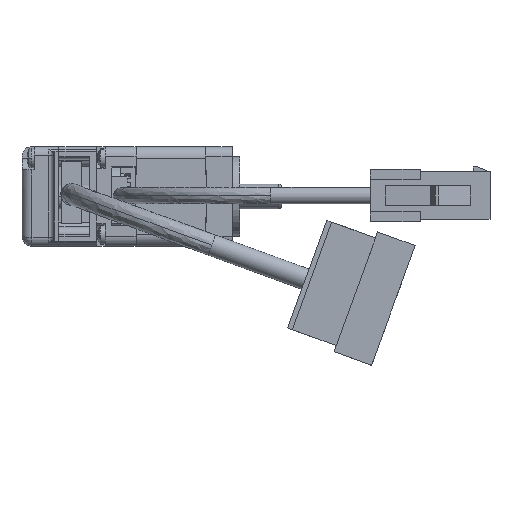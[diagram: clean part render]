
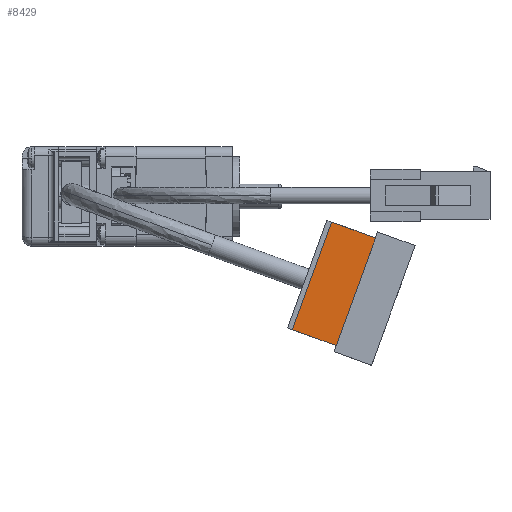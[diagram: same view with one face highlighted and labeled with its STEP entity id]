
A CAD part, top view. The second image highlights one B-rep face of the part: STEP entity #8429.
In plain terms, the highlighted face is planar.
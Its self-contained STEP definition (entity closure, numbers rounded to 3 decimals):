
#782 = DIRECTION ( 'NONE',  ( 0., 0., 1. ) ) ;
#2743 = ORIENTED_EDGE ( 'NONE', *, *, #24940, .F. ) ;
#8429 = ADVANCED_FACE ( 'NONE', ( #20077 ), #51256, .T. ) ;
#11066 = CARTESIAN_POINT ( 'NONE',  ( -31.586, 77.132, -34.282 ) ) ;
#11604 = VECTOR ( 'NONE', #27701, 1000. ) ;
#12023 = LINE ( 'NONE', #25860, #13454 ) ;
#12126 = DIRECTION ( 'NONE',  ( 0.342, 0., -0.94 ) ) ;
#13454 = VECTOR ( 'NONE', #58033, 1000. ) ;
#13841 = CARTESIAN_POINT ( 'NONE',  ( -9.974, 77.132, -26.415 ) ) ;
#14544 = DIRECTION ( 'NONE',  ( 0.94, 0., 0.342 ) ) ;
#15981 = ORIENTED_EDGE ( 'NONE', *, *, #27473, .F. ) ;
#18775 = CARTESIAN_POINT ( 'NONE',  ( -34.801, 77.132, -25.449 ) ) ;
#20077 = FACE_OUTER_BOUND ( 'NONE', #35429, .T. ) ;
#21982 = VECTOR ( 'NONE', #14544, 1000. ) ;
#23138 = ORIENTED_EDGE ( 'NONE', *, *, #37721, .T. ) ;
#23849 = LINE ( 'NONE', #13841, #11604 ) ;
#24798 = VERTEX_POINT ( 'NONE', #49933 ) ;
#24940 = EDGE_CURVE ( 'NONE', #33618, #28441, #58687, .T. ) ;
#25860 = CARTESIAN_POINT ( 'NONE',  ( -34.801, 77.132, -25.449 ) ) ;
#27473 = EDGE_CURVE ( 'NONE', #28441, #24798, #23849, .T. ) ;
#27701 = DIRECTION ( 'NONE',  ( -0.342, 0., 0.94 ) ) ;
#28328 = DIRECTION ( 'NONE',  ( 0., 1., 0. ) ) ;
#28441 = VERTEX_POINT ( 'NONE', #44900 ) ;
#33618 = VERTEX_POINT ( 'NONE', #11066 ) ;
#35429 = EDGE_LOOP ( 'NONE', ( #23138, #15981, #2743, #57617 ) ) ;
#35613 = VERTEX_POINT ( 'NONE', #18775 ) ;
#36106 = AXIS2_PLACEMENT_3D ( 'NONE', #55880, #28328, #782 ) ;
#37432 = CARTESIAN_POINT ( 'NONE',  ( -8.752, 77.132, -25.971 ) ) ;
#37721 = EDGE_CURVE ( 'NONE', #35613, #24798, #12023, .T. ) ;
#44257 = CARTESIAN_POINT ( 'NONE',  ( -35.143, 77.132, -24.509 ) ) ;
#44900 = CARTESIAN_POINT ( 'NONE',  ( -9.974, 77.132, -26.415 ) ) ;
#49933 = CARTESIAN_POINT ( 'NONE',  ( -13.189, 77.132, -17.582 ) ) ;
#51256 = PLANE ( 'NONE',  #36106 ) ;
#53149 = VECTOR ( 'NONE', #12126, 1000. ) ;
#54451 = EDGE_CURVE ( 'NONE', #35613, #33618, #57463, .T. ) ;
#55880 = CARTESIAN_POINT ( 'NONE',  ( -13.189, 77.132, -17.582 ) ) ;
#57463 = LINE ( 'NONE', #44257, #53149 ) ;
#57617 = ORIENTED_EDGE ( 'NONE', *, *, #54451, .F. ) ;
#58033 = DIRECTION ( 'NONE',  ( 0.94, 0., 0.342 ) ) ;
#58687 = LINE ( 'NONE', #37432, #21982 ) ;
